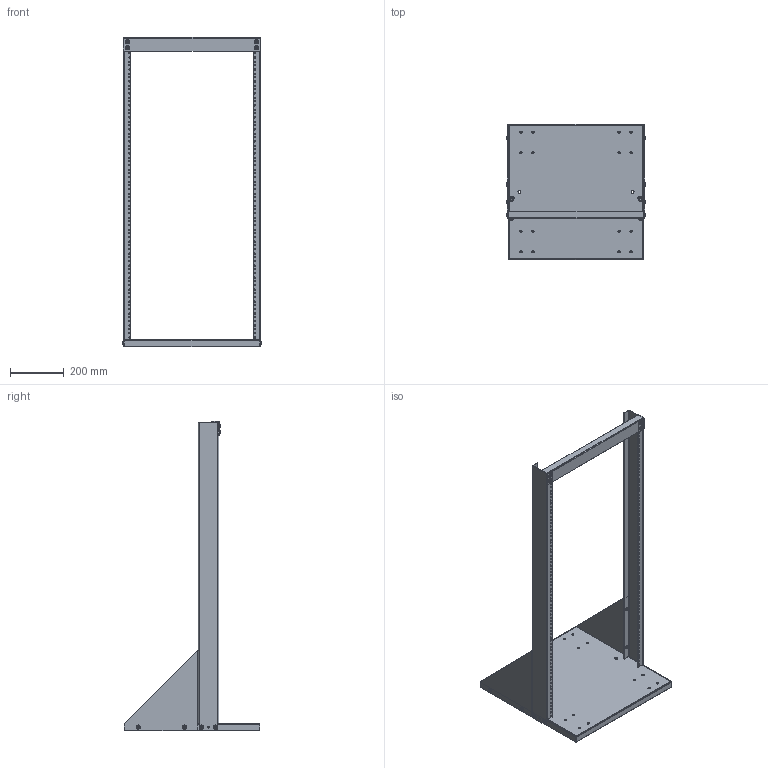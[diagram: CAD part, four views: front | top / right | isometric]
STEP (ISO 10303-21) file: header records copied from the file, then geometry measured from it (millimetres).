
FILE_DESCRIPTION (( 'STEP AP203' ), '1' );
FILE_NAME ('DNRR1942LDK.step', '2020-11-12T17:04:09', ( 'ADC123' ), ( 'Microsoft' ), 'SwSTEP 2.0', 'SolidWorks 2019', '' );
FILE_SCHEMA (( 'CONFIG_CONTROL_DESIGN' ));
Length unit declared in the file: inch
Products named in the file (1): DNRR1942LDK
Bounding box: 518.1 x 503.22 x 1146.17 mm (x, y, z)
Volume: 1748376.6 mm3; surface area: 1488767.5 mm2
Topology: 54 solids, 54 shells, 990 faces, 2430 edges, 1580 vertices
Faces by surface type: plane 584, cylinder 302, bspline 56, torus 32, cone 16
Full cylindrical faces by diameter (mm): 4.496 x144, 4.976 x16, 6.35 x16, 7.137 x26, 7.163 x16, 7.95 x20, 11.1 x2, 11.887 x16, 15.875 x16
Entity records: 30097 total; most frequent: CARTESIAN_POINT 7451, DIRECTION 4352, ORIENTED_EDGE 4188, EDGE_CURVE 2094, EDGE_LOOP 1782, AXIS2_PLACEMENT_3D 1627, VERTEX_POINT 1548, FACE_OUTER_BOUND 1278
